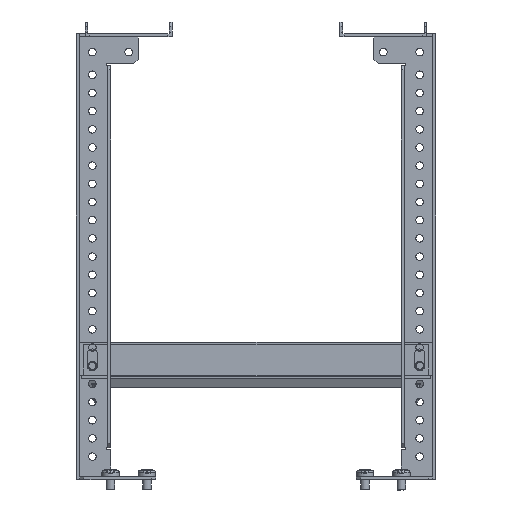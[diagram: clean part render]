
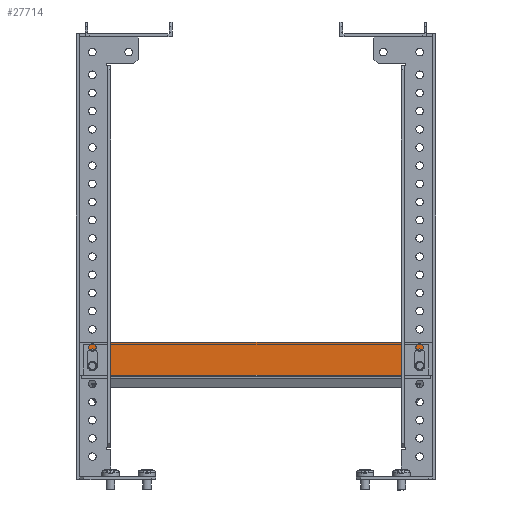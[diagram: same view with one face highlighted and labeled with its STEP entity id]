
A CAD part, left-side view. The second image highlights one B-rep face of the part: STEP entity #27714.
In plain terms, the highlighted face is planar.
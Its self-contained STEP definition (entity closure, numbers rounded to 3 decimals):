
#162 = LINE ( 'NONE', #13658, #29179 ) ;
#191 = DIRECTION ( 'NONE',  ( 0., 1., 0. ) ) ;
#230 = EDGE_CURVE ( 'NONE', #13097, #3959, #19849, .T. ) ;
#261 = ORIENTED_EDGE ( 'NONE', *, *, #2663, .F. ) ;
#888 = VECTOR ( 'NONE', #27297, 1000. ) ;
#943 = CIRCLE ( 'NONE', #26297, 3.5 ) ;
#1208 = VERTEX_POINT ( 'NONE', #2662 ) ;
#1279 = CARTESIAN_POINT ( 'NONE',  ( -234.75, 0., -245.5 ) ) ;
#1309 = EDGE_CURVE ( 'NONE', #15249, #1208, #943, .T. ) ;
#1646 = CARTESIAN_POINT ( 'NONE',  ( -228.25, 0., -235.5 ) ) ;
#1765 = FACE_BOUND ( 'NONE', #25390, .T. ) ;
#1873 = CARTESIAN_POINT ( 'NONE',  ( -228.25, 0., -7. ) ) ;
#1924 = DIRECTION ( 'NONE',  ( -1., 0., 0. ) ) ;
#2051 = ORIENTED_EDGE ( 'NONE', *, *, #20528, .F. ) ;
#2147 = VERTEX_POINT ( 'NONE', #7514 ) ;
#2486 = CARTESIAN_POINT ( 'NONE',  ( -228.25, 0., -14. ) ) ;
#2648 = CARTESIAN_POINT ( 'NONE',  ( -234.75, 0., -245.5 ) ) ;
#2662 = CARTESIAN_POINT ( 'NONE',  ( -220.25, 0., -14. ) ) ;
#2663 = EDGE_CURVE ( 'NONE', #20938, #18482, #12957, .T. ) ;
#2713 = VERTEX_POINT ( 'NONE', #13546 ) ;
#2788 = EDGE_CURVE ( 'NONE', #2713, #16507, #25805, .T. ) ;
#3458 = VERTEX_POINT ( 'NONE', #28992 ) ;
#3726 = VECTOR ( 'NONE', #7322, 1000. ) ;
#3815 = CARTESIAN_POINT ( 'NONE',  ( -220.25, 0., -235.5 ) ) ;
#3959 = VERTEX_POINT ( 'NONE', #27310 ) ;
#3969 = DIRECTION ( 'NONE',  ( 1., 0., 0. ) ) ;
#4384 = EDGE_CURVE ( 'NONE', #16507, #15249, #162, .T. ) ;
#4610 = ORIENTED_EDGE ( 'NONE', *, *, #1309, .F. ) ;
#5123 = ORIENTED_EDGE ( 'NONE', *, *, #8028, .F. ) ;
#5187 = CARTESIAN_POINT ( 'NONE',  ( -212.248, 0., -245.5 ) ) ;
#5212 = DIRECTION ( 'NONE',  ( 0., -1., 0. ) ) ;
#5226 = CARTESIAN_POINT ( 'NONE',  ( -212.248, 0., 2.859 ) ) ;
#5501 = VECTOR ( 'NONE', #3969, 1000. ) ;
#5922 = DIRECTION ( 'NONE',  ( 0., 1., 0. ) ) ;
#5953 = CARTESIAN_POINT ( 'NONE',  ( -228.25, 0., -235.5 ) ) ;
#6201 = AXIS2_PLACEMENT_3D ( 'NONE', #20867, #191, #11150 ) ;
#6238 = ORIENTED_EDGE ( 'NONE', *, *, #14731, .T. ) ;
#6242 = ORIENTED_EDGE ( 'NONE', *, *, #9202, .F. ) ;
#6512 = CARTESIAN_POINT ( 'NONE',  ( -228.25, 0., -239. ) ) ;
#6964 = EDGE_CURVE ( 'NONE', #22937, #20042, #9917, .T. ) ;
#7258 = LINE ( 'NONE', #2486, #28699 ) ;
#7322 = DIRECTION ( 'NONE',  ( -1., 0., 0. ) ) ;
#7323 = VERTEX_POINT ( 'NONE', #5187 ) ;
#7514 = CARTESIAN_POINT ( 'NONE',  ( -228.25, 0., -14. ) ) ;
#8028 = EDGE_CURVE ( 'NONE', #2147, #2713, #18995, .T. ) ;
#8158 = CARTESIAN_POINT ( 'NONE',  ( -190.407, 0., -0.5 ) ) ;
#8664 = PLANE ( 'NONE',  #28628 ) ;
#9202 = EDGE_CURVE ( 'NONE', #18482, #23635, #24895, .T. ) ;
#9917 = CIRCLE ( 'NONE', #10402, 3.5 ) ;
#10402 = AXIS2_PLACEMENT_3D ( 'NONE', #5953, #24517, #1924 ) ;
#10890 = EDGE_LOOP ( 'NONE', ( #11638, #6242, #261, #18412 ) ) ;
#10911 = FACE_BOUND ( 'NONE', #20169, .T. ) ;
#11150 = DIRECTION ( 'NONE',  ( -1., 0., 0. ) ) ;
#11638 = ORIENTED_EDGE ( 'NONE', *, *, #16492, .F. ) ;
#12277 = LINE ( 'NONE', #26031, #3726 ) ;
#12860 = CARTESIAN_POINT ( 'NONE',  ( -189.783, 0., -123. ) ) ;
#12957 = LINE ( 'NONE', #8158, #22956 ) ;
#13047 = CARTESIAN_POINT ( 'NONE',  ( -231.75, 0., -235.5 ) ) ;
#13097 = VERTEX_POINT ( 'NONE', #17862 ) ;
#13364 = DIRECTION ( 'NONE',  ( 1., 0., 0. ) ) ;
#13385 = DIRECTION ( 'NONE',  ( 0., 1., 0. ) ) ;
#13546 = CARTESIAN_POINT ( 'NONE',  ( -231.75, 0., -10.5 ) ) ;
#13658 = CARTESIAN_POINT ( 'NONE',  ( -228.25, 0., -7. ) ) ;
#14731 = EDGE_CURVE ( 'NONE', #3959, #3458, #24589, .T. ) ;
#15249 = VERTEX_POINT ( 'NONE', #19214 ) ;
#15353 = LINE ( 'NONE', #1279, #5501 ) ;
#16192 = AXIS2_PLACEMENT_3D ( 'NONE', #1646, #17238, #28603 ) ;
#16487 = VECTOR ( 'NONE', #17604, 1000. ) ;
#16492 = EDGE_CURVE ( 'NONE', #23635, #7323, #15353, .T. ) ;
#16507 = VERTEX_POINT ( 'NONE', #1873 ) ;
#16553 = DIRECTION ( 'NONE',  ( -1., 0., 0. ) ) ;
#16798 = ORIENTED_EDGE ( 'NONE', *, *, #6964, .T. ) ;
#16921 = ORIENTED_EDGE ( 'NONE', *, *, #230, .T. ) ;
#17238 = DIRECTION ( 'NONE',  ( 0., -1., 0. ) ) ;
#17604 = DIRECTION ( 'NONE',  ( 1., 0., 0. ) ) ;
#17862 = CARTESIAN_POINT ( 'NONE',  ( -228.25, 0., -239. ) ) ;
#18412 = ORIENTED_EDGE ( 'NONE', *, *, #27640, .T. ) ;
#18458 = DIRECTION ( 'NONE',  ( -1., 0., 0. ) ) ;
#18482 = VERTEX_POINT ( 'NONE', #21392 ) ;
#18783 = CARTESIAN_POINT ( 'NONE',  ( -228.25, 0., -232. ) ) ;
#18995 = CIRCLE ( 'NONE', #19484, 3.5 ) ;
#19214 = CARTESIAN_POINT ( 'NONE',  ( -220.25, 0., -7. ) ) ;
#19296 = LINE ( 'NONE', #5226, #23365 ) ;
#19484 = AXIS2_PLACEMENT_3D ( 'NONE', #27138, #13385, #18458 ) ;
#19773 = ORIENTED_EDGE ( 'NONE', *, *, #27645, .T. ) ;
#19849 = LINE ( 'NONE', #6512, #16487 ) ;
#20042 = VERTEX_POINT ( 'NONE', #13047 ) ;
#20169 = EDGE_LOOP ( 'NONE', ( #16798, #29437, #16921, #6238, #19773 ) ) ;
#20361 = ORIENTED_EDGE ( 'NONE', *, *, #2788, .F. ) ;
#20528 = EDGE_CURVE ( 'NONE', #1208, #2147, #7258, .T. ) ;
#20867 = CARTESIAN_POINT ( 'NONE',  ( -228.25, 0., -10.5 ) ) ;
#20938 = VERTEX_POINT ( 'NONE', #21161 ) ;
#21161 = CARTESIAN_POINT ( 'NONE',  ( -212.248, 0., -0.5 ) ) ;
#21392 = CARTESIAN_POINT ( 'NONE',  ( -234.75, 0., -0.5 ) ) ;
#22223 = DIRECTION ( 'NONE',  ( -1., 0., 0. ) ) ;
#22315 = ORIENTED_EDGE ( 'NONE', *, *, #4384, .F. ) ;
#22937 = VERTEX_POINT ( 'NONE', #18783 ) ;
#22956 = VECTOR ( 'NONE', #22223, 1000. ) ;
#23365 = VECTOR ( 'NONE', #23498, 1000. ) ;
#23498 = DIRECTION ( 'NONE',  ( 0., 0., -1. ) ) ;
#23635 = VERTEX_POINT ( 'NONE', #2648 ) ;
#23649 = AXIS2_PLACEMENT_3D ( 'NONE', #3815, #5212, #25875 ) ;
#24188 = DIRECTION ( 'NONE',  ( -1., 0., 0. ) ) ;
#24517 = DIRECTION ( 'NONE',  ( 0., -1., 0. ) ) ;
#24519 = FACE_OUTER_BOUND ( 'NONE', #10890, .T. ) ;
#24589 = CIRCLE ( 'NONE', #23649, 3.5 ) ;
#24895 = LINE ( 'NONE', #27140, #888 ) ;
#25390 = EDGE_LOOP ( 'NONE', ( #22315, #20361, #5123, #2051, #4610 ) ) ;
#25805 = CIRCLE ( 'NONE', #6201, 3.5 ) ;
#25861 = CARTESIAN_POINT ( 'NONE',  ( -220.25, 0., -10.5 ) ) ;
#25875 = DIRECTION ( 'NONE',  ( -1., 0., 0. ) ) ;
#26031 = CARTESIAN_POINT ( 'NONE',  ( -228.25, 0., -232. ) ) ;
#26297 = AXIS2_PLACEMENT_3D ( 'NONE', #25861, #5922, #24188 ) ;
#26474 = DIRECTION ( 'NONE',  ( 1., 0., 0. ) ) ;
#26622 = DIRECTION ( 'NONE',  ( 0., -1., 0. ) ) ;
#27138 = CARTESIAN_POINT ( 'NONE',  ( -228.25, 0., -10.5 ) ) ;
#27140 = CARTESIAN_POINT ( 'NONE',  ( -234.75, 0., -0.5 ) ) ;
#27297 = DIRECTION ( 'NONE',  ( 0., 0., -1. ) ) ;
#27310 = CARTESIAN_POINT ( 'NONE',  ( -220.25, 0., -239. ) ) ;
#27350 = EDGE_CURVE ( 'NONE', #20042, #13097, #28607, .T. ) ;
#27640 = EDGE_CURVE ( 'NONE', #20938, #7323, #19296, .T. ) ;
#27645 = EDGE_CURVE ( 'NONE', #3458, #22937, #12277, .T. ) ;
#27714 = ADVANCED_FACE ( 'NONE', ( #24519, #1765, #10911 ), #8664, .F. ) ;
#28603 = DIRECTION ( 'NONE',  ( -1., 0., 0. ) ) ;
#28607 = CIRCLE ( 'NONE', #16192, 3.5 ) ;
#28628 = AXIS2_PLACEMENT_3D ( 'NONE', #12860, #26622, #26474 ) ;
#28699 = VECTOR ( 'NONE', #16553, 1000. ) ;
#28992 = CARTESIAN_POINT ( 'NONE',  ( -220.25, 0., -232. ) ) ;
#29179 = VECTOR ( 'NONE', #13364, 1000. ) ;
#29437 = ORIENTED_EDGE ( 'NONE', *, *, #27350, .T. ) ;
